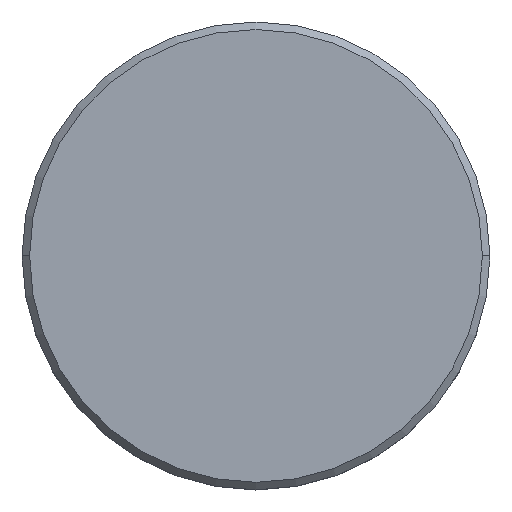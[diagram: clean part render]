
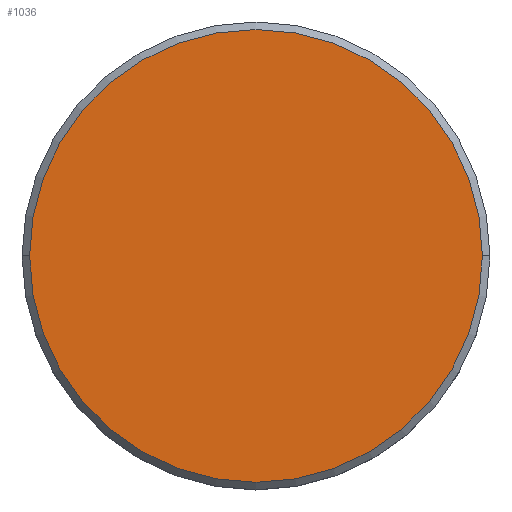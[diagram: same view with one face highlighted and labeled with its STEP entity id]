
A CAD part, top view. The second image highlights one B-rep face of the part: STEP entity #1036.
In plain terms, the highlighted planar face has unit normal (0, 0, 1).
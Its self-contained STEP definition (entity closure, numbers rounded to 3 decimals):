
#20 = ORIENTED_EDGE ( 'NONE', *, *, #645, .T. ) ;
#32 = AXIS2_PLACEMENT_3D ( 'NONE', #296, #215, #509 ) ;
#127 = AXIS2_PLACEMENT_3D ( 'NONE', #1029, #402, #392 ) ;
#191 = AXIS2_PLACEMENT_3D ( 'NONE', #239, #685, #346 ) ;
#215 = DIRECTION ( 'NONE',  ( 0., 0., 1. ) ) ;
#239 = CARTESIAN_POINT ( 'NONE',  ( 0., 0., 0. ) ) ;
#263 = VERTEX_POINT ( 'NONE', #465 ) ;
#296 = CARTESIAN_POINT ( 'NONE',  ( 0., 0., 0. ) ) ;
#320 = CARTESIAN_POINT ( 'NONE',  ( 15., 0., 0. ) ) ;
#346 = DIRECTION ( 'NONE',  ( 1., 0., 0. ) ) ;
#392 = DIRECTION ( 'NONE',  ( 1., 0., 0. ) ) ;
#402 = DIRECTION ( 'NONE',  ( 0., 0., 1. ) ) ;
#449 = EDGE_LOOP ( 'NONE', ( #20, #1107 ) ) ;
#465 = CARTESIAN_POINT ( 'NONE',  ( -15., 0., 0. ) ) ;
#509 = DIRECTION ( 'NONE',  ( 1., 0., 0. ) ) ;
#527 = PLANE ( 'NONE',  #191 ) ;
#561 = CIRCLE ( 'NONE', #127, 15. ) ;
#621 = EDGE_CURVE ( 'NONE', #858, #263, #561, .T. ) ;
#625 = FACE_OUTER_BOUND ( 'NONE', #449, .T. ) ;
#645 = EDGE_CURVE ( 'NONE', #263, #858, #1158, .T. ) ;
#685 = DIRECTION ( 'NONE',  ( 0., 0., 1. ) ) ;
#858 = VERTEX_POINT ( 'NONE', #320 ) ;
#1029 = CARTESIAN_POINT ( 'NONE',  ( 0., 0., 0. ) ) ;
#1036 = ADVANCED_FACE ( 'NONE', ( #625 ), #527, .T. ) ;
#1107 = ORIENTED_EDGE ( 'NONE', *, *, #621, .T. ) ;
#1158 = CIRCLE ( 'NONE', #32, 15. ) ;
